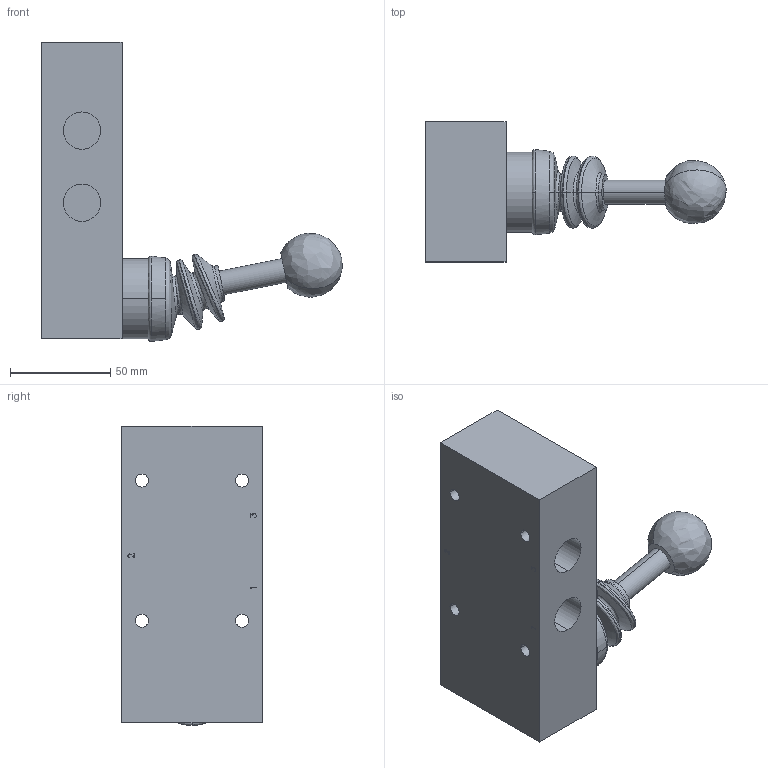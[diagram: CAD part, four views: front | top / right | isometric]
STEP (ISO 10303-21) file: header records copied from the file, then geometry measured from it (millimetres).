
FILE_DESCRIPTION (( 'STEP AP203' ), '1' );
FILE_NAME ('HF-12-310-Airtec.step', '2006-10-17T15:24:33', ( 'Gustaf Hederström' ), ( 'Cevican AB' ), 'SwSTEP 2.0', 'SolidWorks 2002308', '' );
FILE_SCHEMA (( 'CONFIG_CONTROL_DESIGN' ));
Length unit declared in the file: millimetre
Products named in the file (1): HF-12-310-Airtec
Bounding box: 149.89 x 70 x 149.31 mm (x, y, z)
Volume: 464849.6 mm3; surface area: 54830 mm2
Topology: 1 solids, 1 shells, 214 faces, 573 edges, 368 vertices
Faces by surface type: plane 151, bspline 37, cylinder 24, cone 2
Entity records: 10335 total; most frequent: CARTESIAN_POINT 5149, ORIENTED_EDGE 1138, DIRECTION 903, EDGE_CURVE 569, LINE 439, VECTOR 439, VERTEX_POINT 368, EDGE_LOOP 233
